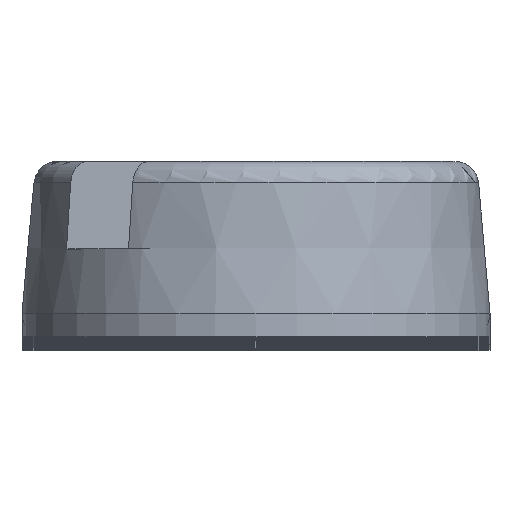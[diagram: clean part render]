
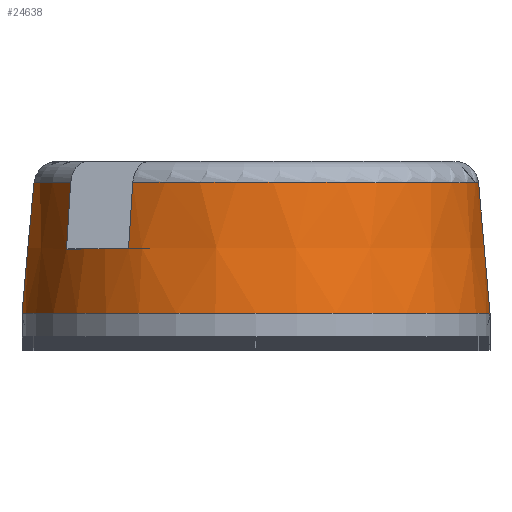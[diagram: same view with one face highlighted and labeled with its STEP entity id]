
A CAD part, top view. The second image highlights one B-rep face of the part: STEP entity #24638.
In plain terms, the highlighted conical face has half-angle 5 degrees and reference radius 1.998 mm.
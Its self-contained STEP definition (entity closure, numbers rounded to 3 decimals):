
#111=(
BOUNDED_CURVE()
B_SPLINE_CURVE(2,(#41389,#41390,#41391),.UNSPECIFIED.,.F.,.F.)
B_SPLINE_CURVE_WITH_KNOTS((3,3),(-0.207,-0.149),
 .UNSPECIFIED.)
CURVE()
GEOMETRIC_REPRESENTATION_ITEM()
RATIONAL_B_SPLINE_CURVE((1.001,1.001,1.001))
REPRESENTATION_ITEM('')
);
#112=(
BOUNDED_CURVE()
B_SPLINE_CURVE(2,(#41395,#41396,#41397),.UNSPECIFIED.,.F.,.F.)
B_SPLINE_CURVE_WITH_KNOTS((3,3),(-0.182,-0.125),
 .UNSPECIFIED.)
CURVE()
GEOMETRIC_REPRESENTATION_ITEM()
RATIONAL_B_SPLINE_CURVE((1.001,1.001,1.001))
REPRESENTATION_ITEM('')
);
#113=(
BOUNDED_CURVE()
B_SPLINE_CURVE(2,(#41401,#41402,#41403),.UNSPECIFIED.,.F.,.F.)
B_SPLINE_CURVE_WITH_KNOTS((3,3),(-0.207,-0.149),
 .UNSPECIFIED.)
CURVE()
GEOMETRIC_REPRESENTATION_ITEM()
RATIONAL_B_SPLINE_CURVE((1.001,1.001,1.001))
REPRESENTATION_ITEM('')
);
#114=(
BOUNDED_CURVE()
B_SPLINE_CURVE(2,(#41407,#41408,#41409),.UNSPECIFIED.,.F.,.F.)
B_SPLINE_CURVE_WITH_KNOTS((3,3),(-0.182,-0.125),
 .UNSPECIFIED.)
CURVE()
GEOMETRIC_REPRESENTATION_ITEM()
RATIONAL_B_SPLINE_CURVE((1.001,1.001,1.001))
REPRESENTATION_ITEM('')
);
#196=CONICAL_SURFACE('',#26854,1.998,5.);
#411=FACE_BOUND('',#9503,.T.);
#7950=FACE_OUTER_BOUND('',#9502,.T.);
#9502=EDGE_LOOP('',(#22903));
#9503=EDGE_LOOP('',(#22904,#22905,#22906,#22907,#22908,#22909,#22910,#22911));
#10249=CIRCLE('',#26262,2.);
#10463=CIRCLE('',#26855,1.952);
#10464=CIRCLE('',#26856,1.902);
#10465=CIRCLE('',#26857,1.952);
#10466=CIRCLE('',#26858,1.902);
#12116=VERTEX_POINT('',#39548);
#12666=VERTEX_POINT('',#41387);
#12667=VERTEX_POINT('',#41388);
#12668=VERTEX_POINT('',#41392);
#12669=VERTEX_POINT('',#41394);
#12670=VERTEX_POINT('',#41398);
#12671=VERTEX_POINT('',#41400);
#12672=VERTEX_POINT('',#41404);
#12673=VERTEX_POINT('',#41406);
#15191=EDGE_CURVE('',#12116,#12116,#10249,.T.);
#16089=EDGE_CURVE('',#12666,#12667,#111,.T.);
#16090=EDGE_CURVE('',#12667,#12668,#10463,.T.);
#16091=EDGE_CURVE('',#12668,#12669,#112,.T.);
#16092=EDGE_CURVE('',#12669,#12670,#10464,.T.);
#16093=EDGE_CURVE('',#12670,#12671,#113,.T.);
#16094=EDGE_CURVE('',#12671,#12672,#10465,.T.);
#16095=EDGE_CURVE('',#12672,#12673,#114,.T.);
#16096=EDGE_CURVE('',#12673,#12666,#10466,.T.);
#22903=ORIENTED_EDGE('',*,*,#15191,.F.);
#22904=ORIENTED_EDGE('',*,*,#16089,.T.);
#22905=ORIENTED_EDGE('',*,*,#16090,.T.);
#22906=ORIENTED_EDGE('',*,*,#16091,.T.);
#22907=ORIENTED_EDGE('',*,*,#16092,.T.);
#22908=ORIENTED_EDGE('',*,*,#16093,.T.);
#22909=ORIENTED_EDGE('',*,*,#16094,.T.);
#22910=ORIENTED_EDGE('',*,*,#16095,.T.);
#22911=ORIENTED_EDGE('',*,*,#16096,.T.);
#24638=ADVANCED_FACE('',(#7950,#411),#196,.T.);
#26262=AXIS2_PLACEMENT_3D('',#39549,#31730,#31731);
#26854=AXIS2_PLACEMENT_3D('',#41386,#33598,#33599);
#26855=AXIS2_PLACEMENT_3D('',#41393,#33600,#33601);
#26856=AXIS2_PLACEMENT_3D('',#41399,#33602,#33603);
#26857=AXIS2_PLACEMENT_3D('',#41405,#33604,#33605);
#26858=AXIS2_PLACEMENT_3D('',#41410,#33606,#33607);
#31730=DIRECTION('center_axis',(0.,-1.,0.));
#31731=DIRECTION('ref_axis',(-1.,0.,0.));
#33598=DIRECTION('center_axis',(0.,-1.,0.));
#33599=DIRECTION('ref_axis',(1.,0.,0.));
#33600=DIRECTION('center_axis',(0.,-1.,0.));
#33601=DIRECTION('ref_axis',(1.,0.,0.));
#33602=DIRECTION('center_axis',(0.,-1.,0.));
#33603=DIRECTION('ref_axis',(1.,0.,0.));
#33604=DIRECTION('center_axis',(0.,-1.,0.));
#33605=DIRECTION('ref_axis',(1.,0.,0.));
#33606=DIRECTION('center_axis',(0.,-1.,0.));
#33607=DIRECTION('ref_axis',(1.,0.,0.));
#39548=CARTESIAN_POINT('',(11.55,14.7,0.));
#39549=CARTESIAN_POINT('Origin',(9.55,14.7,0.));
#41386=CARTESIAN_POINT('Origin',(9.55,14.717,0.));
#41387=CARTESIAN_POINT('',(8.496,15.817,1.584));
#41388=CARTESIAN_POINT('',(8.461,15.25,1.62));
#41389=CARTESIAN_POINT('Ctrl Pts',(8.496,15.817,1.584));
#41390=CARTESIAN_POINT('Ctrl Pts',(8.479,15.538,1.602));
#41391=CARTESIAN_POINT('Ctrl Pts',(8.461,15.25,1.62));
#41392=CARTESIAN_POINT('',(7.93,15.25,1.089));
#41393=CARTESIAN_POINT('Origin',(9.55,15.25,0.));
#41394=CARTESIAN_POINT('',(7.966,15.817,1.054));
#41395=CARTESIAN_POINT('Ctrl Pts',(7.93,15.25,1.089));
#41396=CARTESIAN_POINT('Ctrl Pts',(7.948,15.538,1.071));
#41397=CARTESIAN_POINT('Ctrl Pts',(7.966,15.817,1.054));
#41398=CARTESIAN_POINT('',(10.604,15.817,-1.584));
#41399=CARTESIAN_POINT('Origin',(9.55,15.817,0.));
#41400=CARTESIAN_POINT('',(10.639,15.25,-1.62));
#41401=CARTESIAN_POINT('Ctrl Pts',(10.604,15.817,-1.584));
#41402=CARTESIAN_POINT('Ctrl Pts',(10.621,15.538,-1.602));
#41403=CARTESIAN_POINT('Ctrl Pts',(10.639,15.25,-1.62));
#41404=CARTESIAN_POINT('',(11.17,15.25,-1.089));
#41405=CARTESIAN_POINT('Origin',(9.55,15.25,0.));
#41406=CARTESIAN_POINT('',(11.134,15.817,-1.054));
#41407=CARTESIAN_POINT('Ctrl Pts',(11.17,15.25,-1.089));
#41408=CARTESIAN_POINT('Ctrl Pts',(11.152,15.538,-1.071));
#41409=CARTESIAN_POINT('Ctrl Pts',(11.134,15.817,-1.054));
#41410=CARTESIAN_POINT('Origin',(9.55,15.817,0.));
